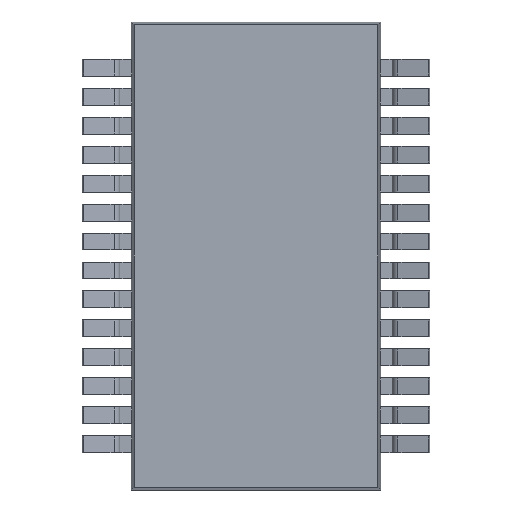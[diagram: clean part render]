
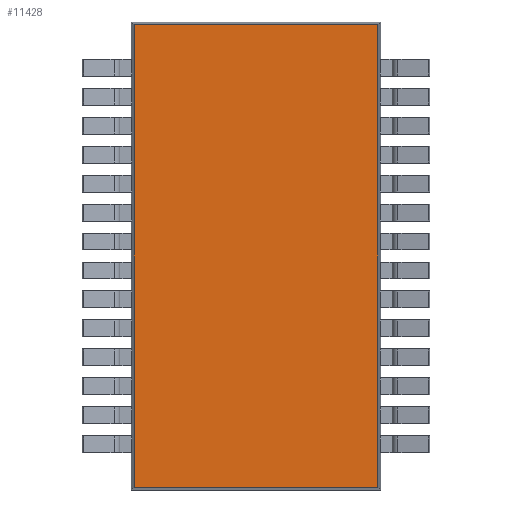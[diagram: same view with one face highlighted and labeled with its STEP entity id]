
A CAD part, front view. The second image highlights one B-rep face of the part: STEP entity #11428.
In plain terms, the highlighted planar face has unit normal (0, -1, 0).
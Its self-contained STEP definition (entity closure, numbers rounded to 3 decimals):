
#1113=FACE_OUTER_BOUND('',#1729,.T.);
#1729=EDGE_LOOP('',(#9183,#9184,#9185,#9186));
#2610=LINE('',#19217,#3790);
#2633=LINE('',#19255,#3813);
#2638=LINE('',#19264,#3818);
#2678=LINE('',#19331,#3858);
#3790=VECTOR('',#13296,1000.);
#3813=VECTOR('',#13321,1000.);
#3818=VECTOR('',#13328,1000.);
#3858=VECTOR('',#13370,1000.);
#5026=VERTEX_POINT('',#19214);
#5027=VERTEX_POINT('',#19216);
#5041=VERTEX_POINT('',#19253);
#5044=VERTEX_POINT('',#19262);
#6444=EDGE_CURVE('',#5026,#5027,#2610,.T.);
#6467=EDGE_CURVE('',#5041,#5026,#2633,.T.);
#6472=EDGE_CURVE('',#5044,#5041,#2638,.T.);
#6512=EDGE_CURVE('',#5027,#5044,#2678,.T.);
#9183=ORIENTED_EDGE('',*,*,#6444,.F.);
#9184=ORIENTED_EDGE('',*,*,#6467,.F.);
#9185=ORIENTED_EDGE('',*,*,#6472,.F.);
#9186=ORIENTED_EDGE('',*,*,#6512,.F.);
#10536=PLANE('',#11899);
#11428=ADVANCED_FACE('',(#1113),#10536,.F.);
#11899=AXIS2_PLACEMENT_3D('',#19332,#13371,#13372);
#13296=DIRECTION('',(0.,0.,-1.));
#13321=DIRECTION('',(1.,0.,0.));
#13328=DIRECTION('',(0.,0.,1.));
#13370=DIRECTION('',(-1.,0.,0.));
#13371=DIRECTION('center_axis',(0.,1.,0.));
#13372=DIRECTION('ref_axis',(0.,0.,1.));
#19214=CARTESIAN_POINT('',(2.735,-0.925,5.185));
#19216=CARTESIAN_POINT('',(2.735,-0.925,-5.185));
#19217=CARTESIAN_POINT('',(2.735,-0.925,0.));
#19253=CARTESIAN_POINT('',(-2.735,-0.925,5.185));
#19255=CARTESIAN_POINT('',(0.,-0.925,5.185));
#19262=CARTESIAN_POINT('',(-2.735,-0.925,-5.185));
#19264=CARTESIAN_POINT('',(-2.735,-0.925,0.));
#19331=CARTESIAN_POINT('',(0.,-0.925,-5.185));
#19332=CARTESIAN_POINT('Origin',(0.,-0.925,0.));
